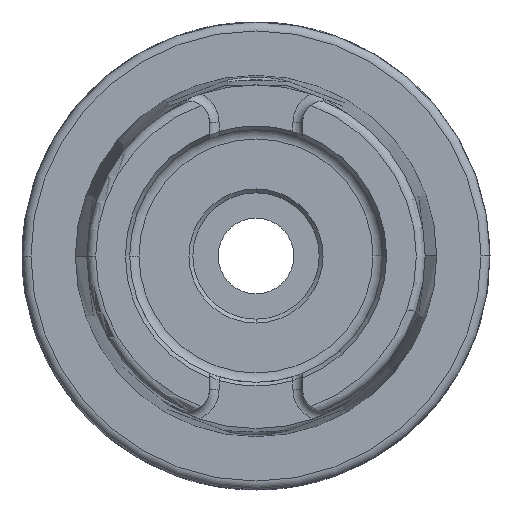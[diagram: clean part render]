
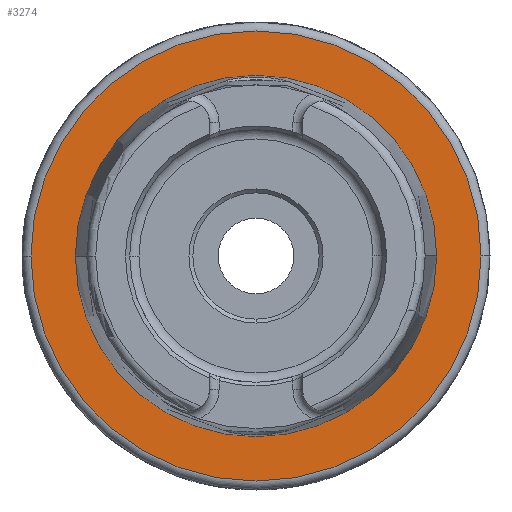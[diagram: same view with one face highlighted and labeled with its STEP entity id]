
A CAD part, left-side view. The second image highlights one B-rep face of the part: STEP entity #3274.
In plain terms, the highlighted planar face has unit normal (-1, 0, 0).
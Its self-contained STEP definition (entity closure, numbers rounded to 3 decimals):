
#24 = AXIS2_PLACEMENT_3D ( 'NONE', #5021, #5617, #2142 ) ;
#73 = ORIENTED_EDGE ( 'NONE', *, *, #5707, .F. ) ;
#88 = CARTESIAN_POINT ( 'NONE',  ( -25.95, -24.321, 0. ) ) ;
#175 = ORIENTED_EDGE ( 'NONE', *, *, #2806, .T. ) ;
#640 = CARTESIAN_POINT ( 'NONE',  ( -25.95, 30.3, 0. ) ) ;
#804 = CIRCLE ( 'NONE', #3710, 30.3 ) ;
#953 = DIRECTION ( 'NONE',  ( 1., 0., 0. ) ) ;
#1084 = ORIENTED_EDGE ( 'NONE', *, *, #3624, .T. ) ;
#2142 = DIRECTION ( 'NONE',  ( 0., -1., 0. ) ) ;
#2200 = CIRCLE ( 'NONE', #4422, 24.321 ) ;
#2224 = EDGE_LOOP ( 'NONE', ( #3470, #73 ) ) ;
#2231 = CIRCLE ( 'NONE', #3659, 30.3 ) ;
#2571 = VERTEX_POINT ( 'NONE', #640 ) ;
#2619 = DIRECTION ( 'NONE',  ( 1., 0., 0. ) ) ;
#2806 = EDGE_CURVE ( 'NONE', #4500, #6894, #2200, .T. ) ;
#3018 = DIRECTION ( 'NONE',  ( 1., 0., 0. ) ) ;
#3025 = VERTEX_POINT ( 'NONE', #7486 ) ;
#3274 = ADVANCED_FACE ( 'NONE', ( #6390, #6591 ), #4440, .T. ) ;
#3440 = DIRECTION ( 'NONE',  ( 1., 0., 0. ) ) ;
#3470 = ORIENTED_EDGE ( 'NONE', *, *, #4543, .F. ) ;
#3624 = EDGE_CURVE ( 'NONE', #6894, #4500, #3716, .T. ) ;
#3659 = AXIS2_PLACEMENT_3D ( 'NONE', #6973, #3440, #7559 ) ;
#3710 = AXIS2_PLACEMENT_3D ( 'NONE', #4406, #953, #4993 ) ;
#3716 = CIRCLE ( 'NONE', #6670, 24.321 ) ;
#4406 = CARTESIAN_POINT ( 'NONE',  ( -25.95, 0., 0. ) ) ;
#4422 = AXIS2_PLACEMENT_3D ( 'NONE', #6129, #2619, #6720 ) ;
#4440 = PLANE ( 'NONE',  #24 ) ;
#4500 = VERTEX_POINT ( 'NONE', #6682 ) ;
#4543 = EDGE_CURVE ( 'NONE', #2571, #3025, #804, .T. ) ;
#4934 = EDGE_LOOP ( 'NONE', ( #175, #1084 ) ) ;
#4993 = DIRECTION ( 'NONE',  ( 0., 1., 0. ) ) ;
#5021 = CARTESIAN_POINT ( 'NONE',  ( -25.95, 24.321, 0. ) ) ;
#5617 = DIRECTION ( 'NONE',  ( -1., 0., 0. ) ) ;
#5707 = EDGE_CURVE ( 'NONE', #3025, #2571, #2231, .T. ) ;
#6129 = CARTESIAN_POINT ( 'NONE',  ( -25.95, 0., 0. ) ) ;
#6390 = FACE_BOUND ( 'NONE', #4934, .T. ) ;
#6529 = CARTESIAN_POINT ( 'NONE',  ( -25.95, 0., 0. ) ) ;
#6591 = FACE_OUTER_BOUND ( 'NONE', #2224, .T. ) ;
#6670 = AXIS2_PLACEMENT_3D ( 'NONE', #6529, #3018, #7122 ) ;
#6682 = CARTESIAN_POINT ( 'NONE',  ( -25.95, 24.321, 0. ) ) ;
#6720 = DIRECTION ( 'NONE',  ( 0., 1., 0. ) ) ;
#6894 = VERTEX_POINT ( 'NONE', #88 ) ;
#6973 = CARTESIAN_POINT ( 'NONE',  ( -25.95, 0., 0. ) ) ;
#7122 = DIRECTION ( 'NONE',  ( 0., 1., 0. ) ) ;
#7486 = CARTESIAN_POINT ( 'NONE',  ( -25.95, -30.3, 0. ) ) ;
#7559 = DIRECTION ( 'NONE',  ( 0., 1., 0. ) ) ;
